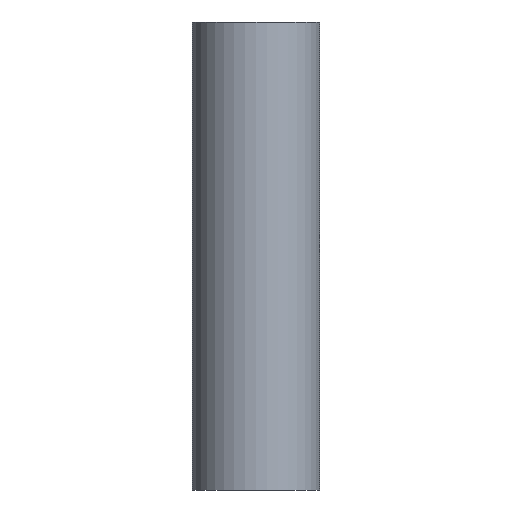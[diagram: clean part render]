
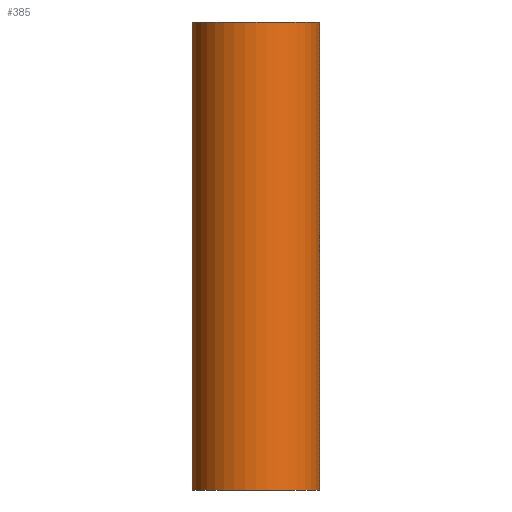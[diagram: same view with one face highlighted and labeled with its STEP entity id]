
A CAD part, left-side view. The second image highlights one B-rep face of the part: STEP entity #385.
In plain terms, the highlighted cylindrical face has radius 3 mm (diameter 6 mm), a partial arc.
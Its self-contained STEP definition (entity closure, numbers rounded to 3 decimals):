
#5 = DIRECTION ( 'NONE',  ( 0., 0., 1. ) ) ;
#32 = CARTESIAN_POINT ( 'NONE',  ( 10.778, 0., -17. ) ) ;
#35 = EDGE_CURVE ( 'NONE', #127, #191, #76, .T. ) ;
#36 = LINE ( 'NONE', #277, #206 ) ;
#57 = CIRCLE ( 'NONE', #176, 3. ) ;
#58 = CARTESIAN_POINT ( 'NONE',  ( 10.778, 3., -39. ) ) ;
#62 = CARTESIAN_POINT ( 'NONE',  ( 10.778, 6., -17. ) ) ;
#76 = LINE ( 'NONE', #244, #179 ) ;
#84 = EDGE_CURVE ( 'NONE', #105, #191, #270, .T. ) ;
#105 = VERTEX_POINT ( 'NONE', #32 ) ;
#108 = AXIS2_PLACEMENT_3D ( 'NONE', #303, #145, #274 ) ;
#120 = CARTESIAN_POINT ( 'NONE',  ( 10.778, 6., -39. ) ) ;
#127 = VERTEX_POINT ( 'NONE', #120 ) ;
#134 = CARTESIAN_POINT ( 'NONE',  ( 10.778, 3., -39. ) ) ;
#139 = EDGE_LOOP ( 'NONE', ( #341, #296, #262, #373 ) ) ;
#144 = EDGE_CURVE ( 'NONE', #163, #127, #57, .T. ) ;
#145 = DIRECTION ( 'NONE',  ( 0., 0., -1. ) ) ;
#149 = DIRECTION ( 'NONE',  ( 0., 0., -1. ) ) ;
#163 = VERTEX_POINT ( 'NONE', #276 ) ;
#176 = AXIS2_PLACEMENT_3D ( 'NONE', #58, #149, #304 ) ;
#179 = VECTOR ( 'NONE', #358, 1000. ) ;
#188 = AXIS2_PLACEMENT_3D ( 'NONE', #134, #292, #243 ) ;
#191 = VERTEX_POINT ( 'NONE', #62 ) ;
#205 = EDGE_CURVE ( 'NONE', #163, #105, #36, .T. ) ;
#206 = VECTOR ( 'NONE', #5, 1000. ) ;
#237 = CYLINDRICAL_SURFACE ( 'NONE', #188, 3. ) ;
#243 = DIRECTION ( 'NONE',  ( 1., 0., 0. ) ) ;
#244 = CARTESIAN_POINT ( 'NONE',  ( 10.778, 6., -39. ) ) ;
#262 = ORIENTED_EDGE ( 'NONE', *, *, #144, .F. ) ;
#270 = CIRCLE ( 'NONE', #108, 3. ) ;
#274 = DIRECTION ( 'NONE',  ( -1., 0., 0. ) ) ;
#276 = CARTESIAN_POINT ( 'NONE',  ( 10.778, 0., -39. ) ) ;
#277 = CARTESIAN_POINT ( 'NONE',  ( 10.778, 0., -39. ) ) ;
#292 = DIRECTION ( 'NONE',  ( 0., 0., 1. ) ) ;
#296 = ORIENTED_EDGE ( 'NONE', *, *, #35, .F. ) ;
#303 = CARTESIAN_POINT ( 'NONE',  ( 10.778, 3., -17. ) ) ;
#304 = DIRECTION ( 'NONE',  ( -1., 0., 0. ) ) ;
#321 = FACE_OUTER_BOUND ( 'NONE', #139, .T. ) ;
#341 = ORIENTED_EDGE ( 'NONE', *, *, #84, .T. ) ;
#358 = DIRECTION ( 'NONE',  ( 0., 0., 1. ) ) ;
#373 = ORIENTED_EDGE ( 'NONE', *, *, #205, .T. ) ;
#385 = ADVANCED_FACE ( 'NONE', ( #321 ), #237, .T. ) ;
